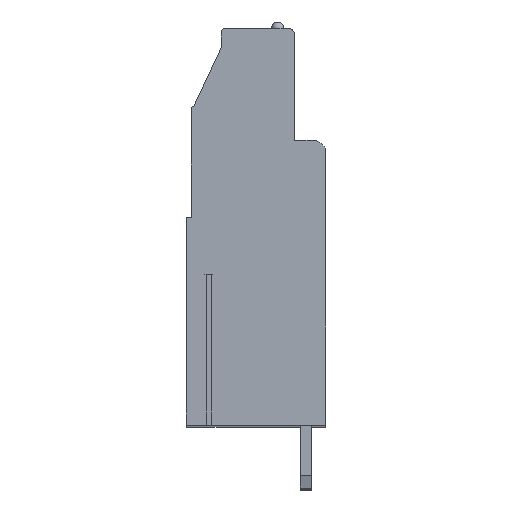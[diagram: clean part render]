
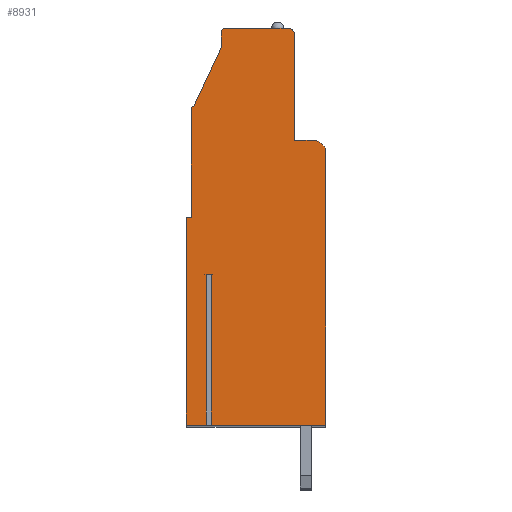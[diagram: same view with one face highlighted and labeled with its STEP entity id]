
A CAD part, top view. The second image highlights one B-rep face of the part: STEP entity #8931.
In plain terms, the highlighted planar face has unit normal (0, 0, 1).
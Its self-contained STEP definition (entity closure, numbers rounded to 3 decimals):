
#28=DIRECTION('',(-1.,0.,0.));
#29=VECTOR('',#28,0.38);
#30=CARTESIAN_POINT('',(-3.56,-3.8,88.9));
#31=LINE('',#30,#29);
#32=DIRECTION('',(0.,1.,0.));
#33=VECTOR('',#32,11.95);
#34=CARTESIAN_POINT('',(-3.94,-15.75,88.9));
#35=LINE('',#34,#33);
#36=DIRECTION('',(1.,0.,0.));
#37=VECTOR('',#36,1.61);
#38=CARTESIAN_POINT('',(-5.55,-15.75,88.9));
#39=LINE('',#38,#37);
#40=DIRECTION('',(0.,-1.,0.));
#41=VECTOR('',#40,16.5);
#42=CARTESIAN_POINT('',(-5.55,0.75,88.9));
#43=LINE('',#42,#41);
#44=DIRECTION('',(-1.,0.,0.));
#45=VECTOR('',#44,0.4);
#46=CARTESIAN_POINT('',(-5.15,0.75,88.9));
#47=LINE('',#46,#45);
#48=DIRECTION('',(0.,-1.,0.));
#49=VECTOR('',#48,8.6);
#50=CARTESIAN_POINT('',(-5.15,9.35,88.9));
#51=LINE('',#50,#49);
#52=CARTESIAN_POINT('',(-4.95,9.35,88.9));
#53=DIRECTION('',(0.,0.,1.));
#54=DIRECTION('',(0.,1.,0.));
#55=AXIS2_PLACEMENT_3D('',#52,#53,#54);
#57=DIRECTION('',(-0.424,-0.906,0.));
#58=VECTOR('',#57,5.189);
#59=CARTESIAN_POINT('',(-2.75,14.25,88.9));
#60=LINE('',#59,#58);
#61=DIRECTION('',(0.,-1.,0.));
#62=VECTOR('',#61,1.2);
#63=CARTESIAN_POINT('',(-2.75,15.45,88.9));
#64=LINE('',#63,#62);
#65=CARTESIAN_POINT('',(-2.45,15.45,88.9));
#66=DIRECTION('',(0.,0.,1.));
#67=DIRECTION('',(0.,1.,0.));
#68=AXIS2_PLACEMENT_3D('',#65,#66,#67);
#70=DIRECTION('',(-1.,0.,0.));
#71=VECTOR('',#70,5.);
#72=CARTESIAN_POINT('',(2.55,15.75,88.9));
#73=LINE('',#72,#71);
#74=CARTESIAN_POINT('',(2.55,15.25,88.9));
#75=DIRECTION('',(0.,0.,1.));
#76=DIRECTION('',(1.,0.,0.));
#77=AXIS2_PLACEMENT_3D('',#74,#75,#76);
#79=DIRECTION('',(0.,1.,0.));
#80=VECTOR('',#79,8.4);
#81=CARTESIAN_POINT('',(3.05,6.85,88.9));
#82=LINE('',#81,#80);
#83=DIRECTION('',(-1.,0.,0.));
#84=VECTOR('',#83,1.5);
#85=CARTESIAN_POINT('',(4.55,6.85,88.9));
#86=LINE('',#85,#84);
#87=CARTESIAN_POINT('',(4.55,5.85,88.9));
#88=DIRECTION('',(0.,0.,1.));
#89=DIRECTION('',(1.,0.,0.));
#90=AXIS2_PLACEMENT_3D('',#87,#88,#89);
#92=DIRECTION('',(0.,1.,0.));
#93=VECTOR('',#92,21.6);
#94=CARTESIAN_POINT('',(5.55,-15.75,88.9));
#95=LINE('',#94,#93);
#96=DIRECTION('',(1.,0.,0.));
#97=VECTOR('',#96,9.11);
#98=CARTESIAN_POINT('',(-3.56,-15.75,88.9));
#99=LINE('',#98,#97);
#100=DIRECTION('',(0.,1.,0.));
#101=VECTOR('',#100,11.95);
#102=CARTESIAN_POINT('',(-3.56,-15.75,88.9));
#103=LINE('',#102,#101);
#6864=CARTESIAN_POINT('',(5.55,-15.75,88.9));
#6865=CARTESIAN_POINT('',(5.55,5.85,88.9));
#6866=VERTEX_POINT('',#6864);
#6867=VERTEX_POINT('',#6865);
#6868=CARTESIAN_POINT('',(4.55,6.85,88.9));
#6869=VERTEX_POINT('',#6868);
#6870=CARTESIAN_POINT('',(3.05,6.85,88.9));
#6871=VERTEX_POINT('',#6870);
#6872=CARTESIAN_POINT('',(3.05,15.25,88.9));
#6873=VERTEX_POINT('',#6872);
#6874=CARTESIAN_POINT('',(2.55,15.75,88.9));
#6875=VERTEX_POINT('',#6874);
#6876=CARTESIAN_POINT('',(-2.45,15.75,88.9));
#6877=VERTEX_POINT('',#6876);
#6878=CARTESIAN_POINT('',(-2.75,15.45,88.9));
#6879=VERTEX_POINT('',#6878);
#6880=CARTESIAN_POINT('',(-2.75,14.25,88.9));
#6881=VERTEX_POINT('',#6880);
#6882=CARTESIAN_POINT('',(-4.95,9.55,88.9));
#6883=VERTEX_POINT('',#6882);
#6884=CARTESIAN_POINT('',(-5.55,0.75,88.9));
#6885=CARTESIAN_POINT('',(-5.55,-15.75,88.9));
#6886=VERTEX_POINT('',#6884);
#6887=VERTEX_POINT('',#6885);
#6932=CARTESIAN_POINT('',(-3.56,-3.8,88.9));
#6933=CARTESIAN_POINT('',(-3.94,-3.8,88.9));
#6934=VERTEX_POINT('',#6932);
#6935=VERTEX_POINT('',#6933);
#6936=CARTESIAN_POINT('',(-3.56,-15.75,88.9));
#6937=VERTEX_POINT('',#6936);
#6938=CARTESIAN_POINT('',(-3.94,-15.75,88.9));
#6939=VERTEX_POINT('',#6938);
#6948=CARTESIAN_POINT('',(-5.15,9.35,88.9));
#6949=VERTEX_POINT('',#6948);
#6950=CARTESIAN_POINT('',(-5.15,0.75,88.9));
#6951=VERTEX_POINT('',#6950);
#8888=CARTESIAN_POINT('',(0.,0.,88.9));
#8889=DIRECTION('',(0.,0.,1.));
#8890=DIRECTION('',(1.,0.,0.));
#8891=AXIS2_PLACEMENT_3D('',#8888,#8889,#8890);
#8892=PLANE('',#8891);
#8894=ORIENTED_EDGE('',*,*,#8893,.T.);
#8896=ORIENTED_EDGE('',*,*,#8895,.F.);
#8898=ORIENTED_EDGE('',*,*,#8897,.F.);
#8900=ORIENTED_EDGE('',*,*,#8899,.F.);
#8902=ORIENTED_EDGE('',*,*,#8901,.F.);
#8904=ORIENTED_EDGE('',*,*,#8903,.F.);
#8906=ORIENTED_EDGE('',*,*,#8905,.F.);
#8908=ORIENTED_EDGE('',*,*,#8907,.F.);
#8910=ORIENTED_EDGE('',*,*,#8909,.F.);
#8912=ORIENTED_EDGE('',*,*,#8911,.F.);
#8914=ORIENTED_EDGE('',*,*,#8913,.F.);
#8916=ORIENTED_EDGE('',*,*,#8915,.F.);
#8918=ORIENTED_EDGE('',*,*,#8917,.F.);
#8920=ORIENTED_EDGE('',*,*,#8919,.F.);
#8922=ORIENTED_EDGE('',*,*,#8921,.F.);
#8924=ORIENTED_EDGE('',*,*,#8923,.F.);
#8926=ORIENTED_EDGE('',*,*,#8925,.F.);
#8928=ORIENTED_EDGE('',*,*,#8927,.T.);
#8929=EDGE_LOOP('',(#8894,#8896,#8898,#8900,#8902,#8904,#8906,#8908,#8910,#8912,
#8914,#8916,#8918,#8920,#8922,#8924,#8926,#8928));
#8930=FACE_OUTER_BOUND('',#8929,.F.);
#56=CIRCLE('',#55,0.2);
#69=CIRCLE('',#68,0.3);
#78=CIRCLE('',#77,0.5);
#91=CIRCLE('',#90,1.);
#8893=EDGE_CURVE('',#6934,#6935,#31,.T.);
#8895=EDGE_CURVE('',#6939,#6935,#35,.T.);
#8897=EDGE_CURVE('',#6887,#6939,#39,.T.);
#8899=EDGE_CURVE('',#6886,#6887,#43,.T.);
#8901=EDGE_CURVE('',#6951,#6886,#47,.T.);
#8903=EDGE_CURVE('',#6949,#6951,#51,.T.);
#8905=EDGE_CURVE('',#6883,#6949,#56,.T.);
#8907=EDGE_CURVE('',#6881,#6883,#60,.T.);
#8909=EDGE_CURVE('',#6879,#6881,#64,.T.);
#8911=EDGE_CURVE('',#6877,#6879,#69,.T.);
#8913=EDGE_CURVE('',#6875,#6877,#73,.T.);
#8915=EDGE_CURVE('',#6873,#6875,#78,.T.);
#8917=EDGE_CURVE('',#6871,#6873,#82,.T.);
#8919=EDGE_CURVE('',#6869,#6871,#86,.T.);
#8921=EDGE_CURVE('',#6867,#6869,#91,.T.);
#8923=EDGE_CURVE('',#6866,#6867,#95,.T.);
#8925=EDGE_CURVE('',#6937,#6866,#99,.T.);
#8927=EDGE_CURVE('',#6937,#6934,#103,.T.);
#8931=ADVANCED_FACE('',(#8930),#8892,.T.);
